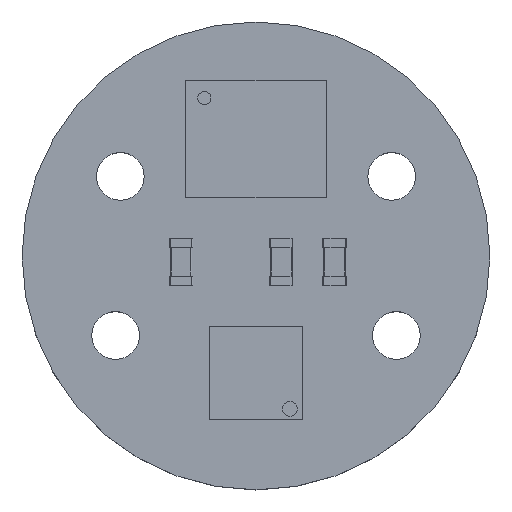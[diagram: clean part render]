
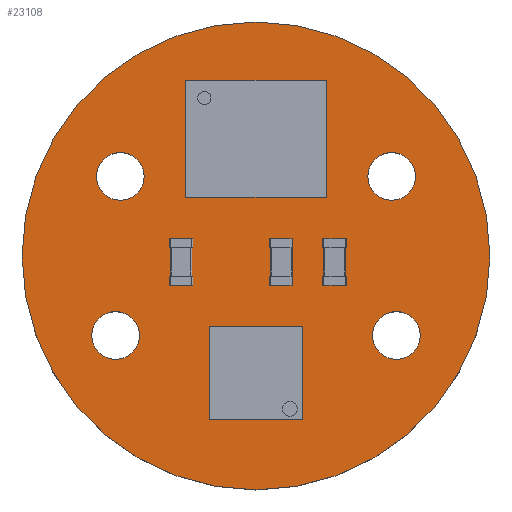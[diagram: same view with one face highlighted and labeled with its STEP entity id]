
A CAD part, top view. The second image highlights one B-rep face of the part: STEP entity #23108.
In plain terms, the highlighted planar face has unit normal (0, 0, 1).
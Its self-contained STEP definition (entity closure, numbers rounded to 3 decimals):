
#23024 = EDGE_CURVE('',#23025,#23025,#23027,.T.);
#23025 = VERTEX_POINT('',#23026);
#23026 = CARTESIAN_POINT('',(133.67,-80.41,1.58));
#23027 = SURFACE_CURVE('',#23028,(#23033,#23045),.PCURVE_S1.);
#23028 = CIRCLE('',#23029,5.);
#23029 = AXIS2_PLACEMENT_3D('',#23030,#23031,#23032);
#23030 = CARTESIAN_POINT('',(128.67,-80.41,1.58));
#23031 = DIRECTION('',(0.,0.,1.));
#23032 = DIRECTION('',(1.,0.,-0.));
#23033 = PCURVE('',#23034,#23039);
#23034 = CYLINDRICAL_SURFACE('',#23035,5.);
#23035 = AXIS2_PLACEMENT_3D('',#23036,#23037,#23038);
#23036 = CARTESIAN_POINT('',(128.67,-80.41,0.));
#23037 = DIRECTION('',(0.,0.,1.));
#23038 = DIRECTION('',(1.,0.,-0.));
#23039 = DEFINITIONAL_REPRESENTATION('',(#23040),#23044);
#23040 = LINE('',#23041,#23042);
#23041 = CARTESIAN_POINT('',(0.,1.58));
#23042 = VECTOR('',#23043,1.);
#23043 = DIRECTION('',(1.,0.));
#23044 = ( GEOMETRIC_REPRESENTATION_CONTEXT(2) 
PARAMETRIC_REPRESENTATION_CONTEXT() REPRESENTATION_CONTEXT('2D SPACE',''
  ) );
#23045 = PCURVE('',#23046,#23051);
#23046 = PLANE('',#23047);
#23047 = AXIS2_PLACEMENT_3D('',#23048,#23049,#23050);
#23048 = CARTESIAN_POINT('',(128.67,-80.41,1.58));
#23049 = DIRECTION('',(0.,0.,1.));
#23050 = DIRECTION('',(1.,0.,-0.));
#23051 = DEFINITIONAL_REPRESENTATION('',(#23052),#23056);
#23052 = CIRCLE('',#23053,5.);
#23053 = AXIS2_PLACEMENT_2D('',#23054,#23055);
#23054 = CARTESIAN_POINT('',(0.,0.));
#23055 = DIRECTION('',(1.,0.));
#23056 = ( GEOMETRIC_REPRESENTATION_CONTEXT(2) 
PARAMETRIC_REPRESENTATION_CONTEXT() REPRESENTATION_CONTEXT('2D SPACE',''
  ) );
#23108 = ADVANCED_FACE('',(#23109,#23112,#23143,#23174,#23205),#23046,
  .T.);
#23109 = FACE_BOUND('',#23110,.T.);
#23110 = EDGE_LOOP('',(#23111));
#23111 = ORIENTED_EDGE('',*,*,#23024,.T.);
#23112 = FACE_BOUND('',#23113,.T.);
#23113 = EDGE_LOOP('',(#23114));
#23114 = ORIENTED_EDGE('',*,*,#23115,.F.);
#23115 = EDGE_CURVE('',#23116,#23116,#23118,.T.);
#23116 = VERTEX_POINT('',#23117);
#23117 = CARTESIAN_POINT('',(126.18,-82.11,1.58));
#23118 = SURFACE_CURVE('',#23119,(#23124,#23131),.PCURVE_S1.);
#23119 = CIRCLE('',#23120,0.51);
#23120 = AXIS2_PLACEMENT_3D('',#23121,#23122,#23123);
#23121 = CARTESIAN_POINT('',(125.67,-82.11,1.58));
#23122 = DIRECTION('',(0.,0.,1.));
#23123 = DIRECTION('',(1.,0.,-0.));
#23124 = PCURVE('',#23046,#23125);
#23125 = DEFINITIONAL_REPRESENTATION('',(#23126),#23130);
#23126 = CIRCLE('',#23127,0.51);
#23127 = AXIS2_PLACEMENT_2D('',#23128,#23129);
#23128 = CARTESIAN_POINT('',(-3.,-1.7));
#23129 = DIRECTION('',(1.,0.));
#23130 = ( GEOMETRIC_REPRESENTATION_CONTEXT(2) 
PARAMETRIC_REPRESENTATION_CONTEXT() REPRESENTATION_CONTEXT('2D SPACE',''
  ) );
#23131 = PCURVE('',#23132,#23137);
#23132 = CYLINDRICAL_SURFACE('',#23133,0.51);
#23133 = AXIS2_PLACEMENT_3D('',#23134,#23135,#23136);
#23134 = CARTESIAN_POINT('',(125.67,-82.11,-0.79));
#23135 = DIRECTION('',(0.,0.,1.));
#23136 = DIRECTION('',(1.,0.,-0.));
#23137 = DEFINITIONAL_REPRESENTATION('',(#23138),#23142);
#23138 = LINE('',#23139,#23140);
#23139 = CARTESIAN_POINT('',(0.,2.37));
#23140 = VECTOR('',#23141,1.);
#23141 = DIRECTION('',(1.,0.));
#23142 = ( GEOMETRIC_REPRESENTATION_CONTEXT(2) 
PARAMETRIC_REPRESENTATION_CONTEXT() REPRESENTATION_CONTEXT('2D SPACE',''
  ) );
#23143 = FACE_BOUND('',#23144,.T.);
#23144 = EDGE_LOOP('',(#23145));
#23145 = ORIENTED_EDGE('',*,*,#23146,.F.);
#23146 = EDGE_CURVE('',#23147,#23147,#23149,.T.);
#23147 = VERTEX_POINT('',#23148);
#23148 = CARTESIAN_POINT('',(132.18,-82.11,1.58));
#23149 = SURFACE_CURVE('',#23150,(#23155,#23162),.PCURVE_S1.);
#23150 = CIRCLE('',#23151,0.51);
#23151 = AXIS2_PLACEMENT_3D('',#23152,#23153,#23154);
#23152 = CARTESIAN_POINT('',(131.67,-82.11,1.58));
#23153 = DIRECTION('',(0.,0.,1.));
#23154 = DIRECTION('',(1.,0.,-0.));
#23155 = PCURVE('',#23046,#23156);
#23156 = DEFINITIONAL_REPRESENTATION('',(#23157),#23161);
#23157 = CIRCLE('',#23158,0.51);
#23158 = AXIS2_PLACEMENT_2D('',#23159,#23160);
#23159 = CARTESIAN_POINT('',(3.,-1.7));
#23160 = DIRECTION('',(1.,0.));
#23161 = ( GEOMETRIC_REPRESENTATION_CONTEXT(2) 
PARAMETRIC_REPRESENTATION_CONTEXT() REPRESENTATION_CONTEXT('2D SPACE',''
  ) );
#23162 = PCURVE('',#23163,#23168);
#23163 = CYLINDRICAL_SURFACE('',#23164,0.51);
#23164 = AXIS2_PLACEMENT_3D('',#23165,#23166,#23167);
#23165 = CARTESIAN_POINT('',(131.67,-82.11,-0.79));
#23166 = DIRECTION('',(0.,0.,1.));
#23167 = DIRECTION('',(1.,0.,-0.));
#23168 = DEFINITIONAL_REPRESENTATION('',(#23169),#23173);
#23169 = LINE('',#23170,#23171);
#23170 = CARTESIAN_POINT('',(0.,2.37));
#23171 = VECTOR('',#23172,1.);
#23172 = DIRECTION('',(1.,0.));
#23173 = ( GEOMETRIC_REPRESENTATION_CONTEXT(2) 
PARAMETRIC_REPRESENTATION_CONTEXT() REPRESENTATION_CONTEXT('2D SPACE',''
  ) );
#23174 = FACE_BOUND('',#23175,.T.);
#23175 = EDGE_LOOP('',(#23176));
#23176 = ORIENTED_EDGE('',*,*,#23177,.F.);
#23177 = EDGE_CURVE('',#23178,#23178,#23180,.T.);
#23178 = VERTEX_POINT('',#23179);
#23179 = CARTESIAN_POINT('',(126.28,-78.71,1.58));
#23180 = SURFACE_CURVE('',#23181,(#23186,#23193),.PCURVE_S1.);
#23181 = CIRCLE('',#23182,0.51);
#23182 = AXIS2_PLACEMENT_3D('',#23183,#23184,#23185);
#23183 = CARTESIAN_POINT('',(125.77,-78.71,1.58));
#23184 = DIRECTION('',(0.,0.,1.));
#23185 = DIRECTION('',(1.,0.,-0.));
#23186 = PCURVE('',#23046,#23187);
#23187 = DEFINITIONAL_REPRESENTATION('',(#23188),#23192);
#23188 = CIRCLE('',#23189,0.51);
#23189 = AXIS2_PLACEMENT_2D('',#23190,#23191);
#23190 = CARTESIAN_POINT('',(-2.9,1.7));
#23191 = DIRECTION('',(1.,0.));
#23192 = ( GEOMETRIC_REPRESENTATION_CONTEXT(2) 
PARAMETRIC_REPRESENTATION_CONTEXT() REPRESENTATION_CONTEXT('2D SPACE',''
  ) );
#23193 = PCURVE('',#23194,#23199);
#23194 = CYLINDRICAL_SURFACE('',#23195,0.51);
#23195 = AXIS2_PLACEMENT_3D('',#23196,#23197,#23198);
#23196 = CARTESIAN_POINT('',(125.77,-78.71,-0.79));
#23197 = DIRECTION('',(0.,0.,1.));
#23198 = DIRECTION('',(1.,0.,-0.));
#23199 = DEFINITIONAL_REPRESENTATION('',(#23200),#23204);
#23200 = LINE('',#23201,#23202);
#23201 = CARTESIAN_POINT('',(0.,2.37));
#23202 = VECTOR('',#23203,1.);
#23203 = DIRECTION('',(1.,0.));
#23204 = ( GEOMETRIC_REPRESENTATION_CONTEXT(2) 
PARAMETRIC_REPRESENTATION_CONTEXT() REPRESENTATION_CONTEXT('2D SPACE',''
  ) );
#23205 = FACE_BOUND('',#23206,.T.);
#23206 = EDGE_LOOP('',(#23207));
#23207 = ORIENTED_EDGE('',*,*,#23208,.F.);
#23208 = EDGE_CURVE('',#23209,#23209,#23211,.T.);
#23209 = VERTEX_POINT('',#23210);
#23210 = CARTESIAN_POINT('',(132.08,-78.71,1.58));
#23211 = SURFACE_CURVE('',#23212,(#23217,#23224),.PCURVE_S1.);
#23212 = CIRCLE('',#23213,0.51);
#23213 = AXIS2_PLACEMENT_3D('',#23214,#23215,#23216);
#23214 = CARTESIAN_POINT('',(131.57,-78.71,1.58));
#23215 = DIRECTION('',(0.,0.,1.));
#23216 = DIRECTION('',(1.,0.,-0.));
#23217 = PCURVE('',#23046,#23218);
#23218 = DEFINITIONAL_REPRESENTATION('',(#23219),#23223);
#23219 = CIRCLE('',#23220,0.51);
#23220 = AXIS2_PLACEMENT_2D('',#23221,#23222);
#23221 = CARTESIAN_POINT('',(2.9,1.7));
#23222 = DIRECTION('',(1.,0.));
#23223 = ( GEOMETRIC_REPRESENTATION_CONTEXT(2) 
PARAMETRIC_REPRESENTATION_CONTEXT() REPRESENTATION_CONTEXT('2D SPACE',''
  ) );
#23224 = PCURVE('',#23225,#23230);
#23225 = CYLINDRICAL_SURFACE('',#23226,0.51);
#23226 = AXIS2_PLACEMENT_3D('',#23227,#23228,#23229);
#23227 = CARTESIAN_POINT('',(131.57,-78.71,-0.79));
#23228 = DIRECTION('',(0.,0.,1.));
#23229 = DIRECTION('',(1.,0.,-0.));
#23230 = DEFINITIONAL_REPRESENTATION('',(#23231),#23235);
#23231 = LINE('',#23232,#23233);
#23232 = CARTESIAN_POINT('',(0.,2.37));
#23233 = VECTOR('',#23234,1.);
#23234 = DIRECTION('',(1.,0.));
#23235 = ( GEOMETRIC_REPRESENTATION_CONTEXT(2) 
PARAMETRIC_REPRESENTATION_CONTEXT() REPRESENTATION_CONTEXT('2D SPACE',''
  ) );
